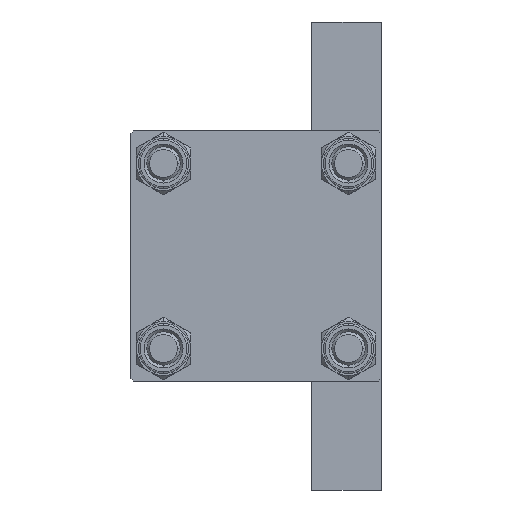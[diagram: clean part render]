
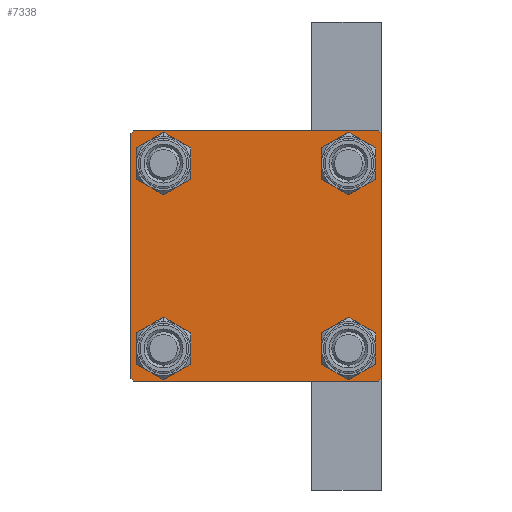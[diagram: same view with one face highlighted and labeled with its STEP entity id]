
A CAD part, left-side view. The second image highlights one B-rep face of the part: STEP entity #7338.
In plain terms, the highlighted planar face has unit normal (-1, 0, 0).
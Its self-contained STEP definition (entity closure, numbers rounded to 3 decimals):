
#583 = ORIENTED_EDGE ( 'NONE', *, *, #37698, .T. ) ;
#920 = ORIENTED_EDGE ( 'NONE', *, *, #19516, .F. ) ;
#932 = VERTEX_POINT ( 'NONE', #21544 ) ;
#1119 = CARTESIAN_POINT ( 'NONE',  ( 0., 22., -22.5 ) ) ;
#1152 = CARTESIAN_POINT ( 'NONE',  ( 0., 22.25, -22.25 ) ) ;
#1209 = LINE ( 'NONE', #33497, #3301 ) ;
#1683 = CARTESIAN_POINT ( 'NONE',  ( 0., 16.6, 13.1 ) ) ;
#3173 = LINE ( 'NONE', #6588, #38552 ) ;
#3301 = VECTOR ( 'NONE', #30810, 1000. ) ;
#4316 = AXIS2_PLACEMENT_3D ( 'NONE', #13673, #35727, #32813 ) ;
#4386 = AXIS2_PLACEMENT_3D ( 'NONE', #12704, #16347, #35729 ) ;
#4560 = DIRECTION ( 'NONE',  ( 0., -0.707, -0.707 ) ) ;
#4968 = EDGE_CURVE ( 'NONE', #41613, #33592, #34861, .T. ) ;
#5601 = DIRECTION ( 'NONE',  ( 0., 0., 1. ) ) ;
#5606 = CARTESIAN_POINT ( 'NONE',  ( 0., 16.6, 16.6 ) ) ;
#6588 = CARTESIAN_POINT ( 'NONE',  ( 0., 22.25, 22.25 ) ) ;
#7338 = ADVANCED_FACE ( 'NONE', ( #14681, #28983, #10569, #25346, #40145 ), #21706, .T. ) ;
#7663 = DIRECTION ( 'NONE',  ( 1., 0., 0. ) ) ;
#7896 = DIRECTION ( 'NONE',  ( 0., 0., -1. ) ) ;
#7967 = VERTEX_POINT ( 'NONE', #30486 ) ;
#7986 = CIRCLE ( 'NONE', #20361, 3.5 ) ;
#8021 = AXIS2_PLACEMENT_3D ( 'NONE', #5606, #30609, #9493 ) ;
#8442 = EDGE_CURVE ( 'NONE', #22047, #44387, #44663, .T. ) ;
#8785 = DIRECTION ( 'NONE',  ( 1., 0., 0. ) ) ;
#9035 = ORIENTED_EDGE ( 'NONE', *, *, #36890, .F. ) ;
#9493 = DIRECTION ( 'NONE',  ( 0., 0., 1. ) ) ;
#9755 = DIRECTION ( 'NONE',  ( 0., 0., 1. ) ) ;
#9845 = CARTESIAN_POINT ( 'NONE',  ( 0., 16.6, -16.6 ) ) ;
#10243 = EDGE_CURVE ( 'NONE', #36894, #11863, #3173, .T. ) ;
#10317 = ORIENTED_EDGE ( 'NONE', *, *, #45032, .T. ) ;
#10559 = EDGE_CURVE ( 'NONE', #11863, #41613, #31735, .T. ) ;
#10569 = FACE_BOUND ( 'NONE', #42843, .T. ) ;
#10836 = EDGE_CURVE ( 'NONE', #43394, #7967, #23428, .T. ) ;
#10854 = AXIS2_PLACEMENT_3D ( 'NONE', #37985, #34832, #45719 ) ;
#10972 = VERTEX_POINT ( 'NONE', #29954 ) ;
#11812 = DIRECTION ( 'NONE',  ( 0., -1., 0. ) ) ;
#11863 = VERTEX_POINT ( 'NONE', #34610 ) ;
#12051 = CARTESIAN_POINT ( 'NONE',  ( 0., 22., 22.5 ) ) ;
#12704 = CARTESIAN_POINT ( 'NONE',  ( 0., 16.6, -16.6 ) ) ;
#13143 = CIRCLE ( 'NONE', #46420, 3.5 ) ;
#13673 = CARTESIAN_POINT ( 'NONE',  ( 0., -16.6, 16.6 ) ) ;
#14176 = EDGE_CURVE ( 'NONE', #14774, #40307, #13143, .T. ) ;
#14223 = CARTESIAN_POINT ( 'NONE',  ( 0., 16.6, 20.1 ) ) ;
#14462 = ORIENTED_EDGE ( 'NONE', *, *, #4968, .T. ) ;
#14681 = FACE_BOUND ( 'NONE', #24802, .T. ) ;
#14706 = CARTESIAN_POINT ( 'NONE',  ( 0., -22.5, 22.5 ) ) ;
#14774 = VERTEX_POINT ( 'NONE', #19344 ) ;
#14802 = AXIS2_PLACEMENT_3D ( 'NONE', #29486, #7663, #29970 ) ;
#15275 = ORIENTED_EDGE ( 'NONE', *, *, #8442, .T. ) ;
#15686 = LINE ( 'NONE', #18842, #21161 ) ;
#16015 = CIRCLE ( 'NONE', #26839, 3.5 ) ;
#16319 = LINE ( 'NONE', #19459, #20369 ) ;
#16347 = DIRECTION ( 'NONE',  ( 1., 0., 0. ) ) ;
#16433 = EDGE_LOOP ( 'NONE', ( #26039, #14462, #36850, #28184, #920, #42007, #9035, #42628 ) ) ;
#16736 = AXIS2_PLACEMENT_3D ( 'NONE', #32869, #29226, #5601 ) ;
#17246 = CARTESIAN_POINT ( 'NONE',  ( 0., 16.6, -13.1 ) ) ;
#17447 = ORIENTED_EDGE ( 'NONE', *, *, #14176, .T. ) ;
#17569 = CARTESIAN_POINT ( 'NONE',  ( 0., -16.6, -20.1 ) ) ;
#17867 = VERTEX_POINT ( 'NONE', #14223 ) ;
#17937 = EDGE_CURVE ( 'NONE', #17867, #38745, #36479, .T. ) ;
#18842 = CARTESIAN_POINT ( 'NONE',  ( 0., 22.5, 22.5 ) ) ;
#19344 = CARTESIAN_POINT ( 'NONE',  ( 0., -16.6, -13.1 ) ) ;
#19348 = CIRCLE ( 'NONE', #10854, 3.5 ) ;
#19459 = CARTESIAN_POINT ( 'NONE',  ( 0., -22.25, -22.25 ) ) ;
#19516 = EDGE_CURVE ( 'NONE', #43394, #10972, #26550, .T. ) ;
#19712 = ORIENTED_EDGE ( 'NONE', *, *, #25988, .T. ) ;
#19846 = EDGE_CURVE ( 'NONE', #33592, #20558, #1209, .T. ) ;
#20196 = EDGE_LOOP ( 'NONE', ( #17447, #35897 ) ) ;
#20361 = AXIS2_PLACEMENT_3D ( 'NONE', #43770, #29465, #44014 ) ;
#20369 = VECTOR ( 'NONE', #34271, 1000. ) ;
#20558 = VERTEX_POINT ( 'NONE', #28483 ) ;
#20713 = EDGE_CURVE ( 'NONE', #20558, #10972, #16319, .T. ) ;
#21042 = CARTESIAN_POINT ( 'NONE',  ( 0., 22.5, 22.5 ) ) ;
#21161 = VECTOR ( 'NONE', #11812, 1000. ) ;
#21366 = DIRECTION ( 'NONE',  ( 0., 0.707, -0.707 ) ) ;
#21544 = CARTESIAN_POINT ( 'NONE',  ( 0., -16.6, 20.1 ) ) ;
#21549 = VECTOR ( 'NONE', #34597, 1000. ) ;
#21706 = PLANE ( 'NONE',  #16736 ) ;
#22047 = VERTEX_POINT ( 'NONE', #17246 ) ;
#23428 = LINE ( 'NONE', #38231, #21549 ) ;
#23823 = EDGE_LOOP ( 'NONE', ( #32253, #583 ) ) ;
#24626 = DIRECTION ( 'NONE',  ( 1., 0., 0. ) ) ;
#24802 = EDGE_LOOP ( 'NONE', ( #19712, #10317 ) ) ;
#24863 = VECTOR ( 'NONE', #7896, 1000. ) ;
#25346 = FACE_BOUND ( 'NONE', #23823, .T. ) ;
#25988 = EDGE_CURVE ( 'NONE', #932, #27446, #36827, .T. ) ;
#26039 = ORIENTED_EDGE ( 'NONE', *, *, #10559, .T. ) ;
#26550 = LINE ( 'NONE', #14706, #24863 ) ;
#26604 = CARTESIAN_POINT ( 'NONE',  ( 0., -22.5, 22. ) ) ;
#26839 = AXIS2_PLACEMENT_3D ( 'NONE', #9845, #24626, #32632 ) ;
#27446 = VERTEX_POINT ( 'NONE', #40960 ) ;
#28184 = ORIENTED_EDGE ( 'NONE', *, *, #20713, .T. ) ;
#28483 = CARTESIAN_POINT ( 'NONE',  ( 0., -22., -22.5 ) ) ;
#28944 = EDGE_CURVE ( 'NONE', #44387, #22047, #16015, .T. ) ;
#28983 = FACE_BOUND ( 'NONE', #20196, .T. ) ;
#29226 = DIRECTION ( 'NONE',  ( -1., 0., 0. ) ) ;
#29465 = DIRECTION ( 'NONE',  ( 1., 0., 0. ) ) ;
#29486 = CARTESIAN_POINT ( 'NONE',  ( 0., 16.6, 16.6 ) ) ;
#29731 = CIRCLE ( 'NONE', #8021, 3.5 ) ;
#29954 = CARTESIAN_POINT ( 'NONE',  ( 0., -22.5, -22. ) ) ;
#29970 = DIRECTION ( 'NONE',  ( 0., 0., 1. ) ) ;
#30412 = CARTESIAN_POINT ( 'NONE',  ( 0., 16.6, -20.1 ) ) ;
#30486 = CARTESIAN_POINT ( 'NONE',  ( 0., -22., 22.5 ) ) ;
#30609 = DIRECTION ( 'NONE',  ( 1., 0., 0. ) ) ;
#30810 = DIRECTION ( 'NONE',  ( 0., -1., 0. ) ) ;
#31735 = LINE ( 'NONE', #21042, #37003 ) ;
#32253 = ORIENTED_EDGE ( 'NONE', *, *, #17937, .T. ) ;
#32632 = DIRECTION ( 'NONE',  ( 0., 0., 1. ) ) ;
#32813 = DIRECTION ( 'NONE',  ( 0., 0., 1. ) ) ;
#32869 = CARTESIAN_POINT ( 'NONE',  ( 0., 0., 0. ) ) ;
#33497 = CARTESIAN_POINT ( 'NONE',  ( 0., 22.5, -22.5 ) ) ;
#33592 = VERTEX_POINT ( 'NONE', #1119 ) ;
#34271 = DIRECTION ( 'NONE',  ( 0., -0.707, 0.707 ) ) ;
#34597 = DIRECTION ( 'NONE',  ( 0., 0.707, 0.707 ) ) ;
#34610 = CARTESIAN_POINT ( 'NONE',  ( 0., 22.5, 22. ) ) ;
#34832 = DIRECTION ( 'NONE',  ( 1., 0., 0. ) ) ;
#34861 = LINE ( 'NONE', #1152, #40045 ) ;
#35727 = DIRECTION ( 'NONE',  ( 1., 0., 0. ) ) ;
#35729 = DIRECTION ( 'NONE',  ( 0., 0., 1. ) ) ;
#35897 = ORIENTED_EDGE ( 'NONE', *, *, #37214, .T. ) ;
#36479 = CIRCLE ( 'NONE', #14802, 3.5 ) ;
#36827 = CIRCLE ( 'NONE', #4316, 3.5 ) ;
#36850 = ORIENTED_EDGE ( 'NONE', *, *, #19846, .T. ) ;
#36890 = EDGE_CURVE ( 'NONE', #36894, #7967, #15686, .T. ) ;
#36894 = VERTEX_POINT ( 'NONE', #12051 ) ;
#37003 = VECTOR ( 'NONE', #39241, 1000. ) ;
#37214 = EDGE_CURVE ( 'NONE', #40307, #14774, #7986, .T. ) ;
#37698 = EDGE_CURVE ( 'NONE', #38745, #17867, #29731, .T. ) ;
#37985 = CARTESIAN_POINT ( 'NONE',  ( 0., -16.6, 16.6 ) ) ;
#38231 = CARTESIAN_POINT ( 'NONE',  ( 0., -22.25, 22.25 ) ) ;
#38552 = VECTOR ( 'NONE', #21366, 1000. ) ;
#38745 = VERTEX_POINT ( 'NONE', #1683 ) ;
#39241 = DIRECTION ( 'NONE',  ( 0., 0., -1. ) ) ;
#39346 = ORIENTED_EDGE ( 'NONE', *, *, #28944, .T. ) ;
#40045 = VECTOR ( 'NONE', #4560, 1000. ) ;
#40145 = FACE_OUTER_BOUND ( 'NONE', #16433, .T. ) ;
#40307 = VERTEX_POINT ( 'NONE', #17569 ) ;
#40960 = CARTESIAN_POINT ( 'NONE',  ( 0., -16.6, 13.1 ) ) ;
#41613 = VERTEX_POINT ( 'NONE', #42570 ) ;
#41997 = CARTESIAN_POINT ( 'NONE',  ( 0., -16.6, -16.6 ) ) ;
#42007 = ORIENTED_EDGE ( 'NONE', *, *, #10836, .T. ) ;
#42570 = CARTESIAN_POINT ( 'NONE',  ( 0., 22.5, -22. ) ) ;
#42628 = ORIENTED_EDGE ( 'NONE', *, *, #10243, .T. ) ;
#42843 = EDGE_LOOP ( 'NONE', ( #15275, #39346 ) ) ;
#43394 = VERTEX_POINT ( 'NONE', #26604 ) ;
#43770 = CARTESIAN_POINT ( 'NONE',  ( 0., -16.6, -16.6 ) ) ;
#44014 = DIRECTION ( 'NONE',  ( 0., 0., 1. ) ) ;
#44387 = VERTEX_POINT ( 'NONE', #30412 ) ;
#44663 = CIRCLE ( 'NONE', #4386, 3.5 ) ;
#45032 = EDGE_CURVE ( 'NONE', #27446, #932, #19348, .T. ) ;
#45719 = DIRECTION ( 'NONE',  ( 0., 0., 1. ) ) ;
#46420 = AXIS2_PLACEMENT_3D ( 'NONE', #41997, #8785, #9755 ) ;
